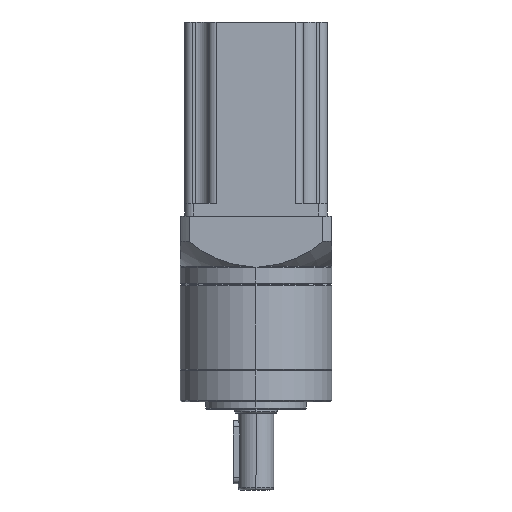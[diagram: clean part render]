
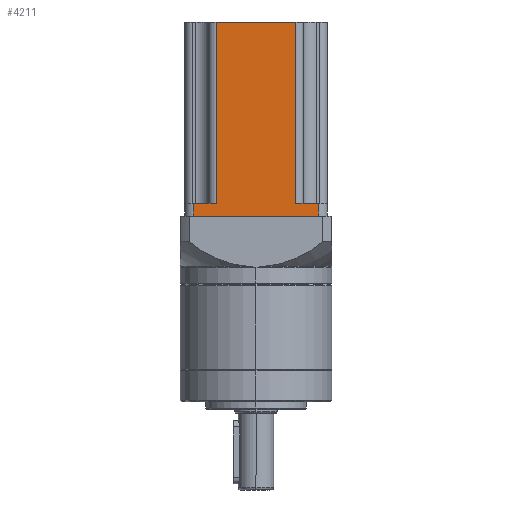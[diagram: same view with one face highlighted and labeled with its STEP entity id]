
A CAD part, left-side view. The second image highlights one B-rep face of the part: STEP entity #4211.
In plain terms, the highlighted planar face has unit normal (-1, 0, 0).
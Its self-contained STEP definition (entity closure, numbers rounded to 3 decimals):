
#381 = CARTESIAN_POINT ( 'NONE',  ( -28.2, 28.2, 5.08 ) ) ;
#398 = DIRECTION ( 'NONE',  ( 0., -1., 0. ) ) ;
#417 = LINE ( 'NONE', #2082, #4639 ) ;
#418 = LINE ( 'NONE', #2084, #4640 ) ;
#419 = LINE ( 'NONE', #2086, #4641 ) ;
#420 = LINE ( 'NONE', #2088, #4642 ) ;
#837 = PLANE ( 'NONE',  #1087 ) ;
#838 = CARTESIAN_POINT ( 'NONE',  ( -28.2, 28.2, 5.08 ) ) ;
#839 = DIRECTION ( 'NONE',  ( 1., 0., 0. ) ) ;
#840 = DIRECTION ( 'NONE',  ( 0., 1., 0. ) ) ;
#1087 = AXIS2_PLACEMENT_3D ( 'NONE', #838, #839, #840 ) ;
#1146 = ORIENTED_EDGE ( 'NONE', *, *, #4008, .T. ) ;
#1147 = ORIENTED_EDGE ( 'NONE', *, *, #4014, .F. ) ;
#1148 = ORIENTED_EDGE ( 'NONE', *, *, #4404, .T. ) ;
#1149 = ORIENTED_EDGE ( 'NONE', *, *, #4405, .F. ) ;
#1150 = ORIENTED_EDGE ( 'NONE', *, *, #4407, .T. ) ;
#1151 = ORIENTED_EDGE ( 'NONE', *, *, #4406, .F. ) ;
#1152 = ORIENTED_EDGE ( 'NONE', *, *, #2980, .F. ) ;
#1190 = CARTESIAN_POINT ( 'NONE',  ( -28.2, 15.8, 5.08 ) ) ;
#1193 = CARTESIAN_POINT ( 'NONE',  ( -28.2, -15.8, 77. ) ) ;
#1335 = ORIENTED_EDGE ( 'NONE', *, *, #4064, .T. ) ;
#1404 = CARTESIAN_POINT ( 'NONE',  ( -28.2, -24.7, 0. ) ) ;
#1412 = CARTESIAN_POINT ( 'NONE',  ( -28.2, -24.7, 5.08 ) ) ;
#1414 = CARTESIAN_POINT ( 'NONE',  ( -28.2, 24.7, 5.08 ) ) ;
#1437 = CARTESIAN_POINT ( 'NONE',  ( -28.2, 15.8, 77. ) ) ;
#1450 = CARTESIAN_POINT ( 'NONE',  ( -28.2, 24.7, 0. ) ) ;
#1453 = CARTESIAN_POINT ( 'NONE',  ( -28.2, -15.8, 5.08 ) ) ;
#1636 = FACE_OUTER_BOUND ( 'NONE', #3953, .T. ) ;
#1698 = CARTESIAN_POINT ( 'NONE',  ( -28.2, 24.7, 5.08 ) ) ;
#1699 = DIRECTION ( 'NONE',  ( 0., 0., -1. ) ) ;
#2082 = CARTESIAN_POINT ( 'NONE',  ( -28.2, -24.7, 5.08 ) ) ;
#2083 = DIRECTION ( 'NONE',  ( 0., 0., 1. ) ) ;
#2084 = CARTESIAN_POINT ( 'NONE',  ( -28.2, -15.8, 77. ) ) ;
#2085 = DIRECTION ( 'NONE',  ( 0., 0., -1. ) ) ;
#2086 = CARTESIAN_POINT ( 'NONE',  ( -28.2, 15.8, 77. ) ) ;
#2087 = DIRECTION ( 'NONE',  ( 0., -1., 0. ) ) ;
#2088 = CARTESIAN_POINT ( 'NONE',  ( -28.2, 15.8, 77. ) ) ;
#2089 = DIRECTION ( 'NONE',  ( 0., 0., -1. ) ) ;
#2116 = CARTESIAN_POINT ( 'NONE',  ( -28.2, 28.2, 0. ) ) ;
#2117 = DIRECTION ( 'NONE',  ( 0., -1., 0. ) ) ;
#2134 = CARTESIAN_POINT ( 'NONE',  ( -28.2, 28.2, 5.08 ) ) ;
#2135 = DIRECTION ( 'NONE',  ( 0., -1., 0. ) ) ;
#2487 = LINE ( 'NONE', #381, #3592 ) ;
#2520 = LINE ( 'NONE', #2116, #4716 ) ;
#2523 = LINE ( 'NONE', #2134, #4726 ) ;
#2556 = LINE ( 'NONE', #1698, #2596 ) ;
#2596 = VECTOR ( 'NONE', #1699, 1000. ) ;
#2658 = VERTEX_POINT ( 'NONE', #1412 ) ;
#2667 = VERTEX_POINT ( 'NONE', #1404 ) ;
#2675 = VERTEX_POINT ( 'NONE', #1453 ) ;
#2679 = VERTEX_POINT ( 'NONE', #1437 ) ;
#2702 = VERTEX_POINT ( 'NONE', #1450 ) ;
#2706 = VERTEX_POINT ( 'NONE', #1414 ) ;
#2980 = EDGE_CURVE ( 'NONE', #2706, #3140, #2487, .T. ) ;
#3140 = VERTEX_POINT ( 'NONE', #1190 ) ;
#3145 = VERTEX_POINT ( 'NONE', #1193 ) ;
#3592 = VECTOR ( 'NONE', #398, 1000. ) ;
#3953 = EDGE_LOOP ( 'NONE', ( #1146, #1148, #1147, #1149, #1151, #1150, #1152, #1335 ) ) ;
#4008 = EDGE_CURVE ( 'NONE', #2702, #2667, #2520, .T. ) ;
#4014 = EDGE_CURVE ( 'NONE', #2675, #2658, #2523, .T. ) ;
#4064 = EDGE_CURVE ( 'NONE', #2706, #2702, #2556, .T. ) ;
#4211 = ADVANCED_FACE ( 'NONE', ( #1636 ), #837, .F. ) ;
#4404 = EDGE_CURVE ( 'NONE', #2667, #2658, #417, .T. ) ;
#4405 = EDGE_CURVE ( 'NONE', #3145, #2675, #418, .T. ) ;
#4406 = EDGE_CURVE ( 'NONE', #2679, #3145, #419, .T. ) ;
#4407 = EDGE_CURVE ( 'NONE', #2679, #3140, #420, .T. ) ;
#4639 = VECTOR ( 'NONE', #2083, 1000. ) ;
#4640 = VECTOR ( 'NONE', #2085, 1000. ) ;
#4641 = VECTOR ( 'NONE', #2087, 1000. ) ;
#4642 = VECTOR ( 'NONE', #2089, 1000. ) ;
#4716 = VECTOR ( 'NONE', #2117, 1000. ) ;
#4726 = VECTOR ( 'NONE', #2135, 1000. ) ;
